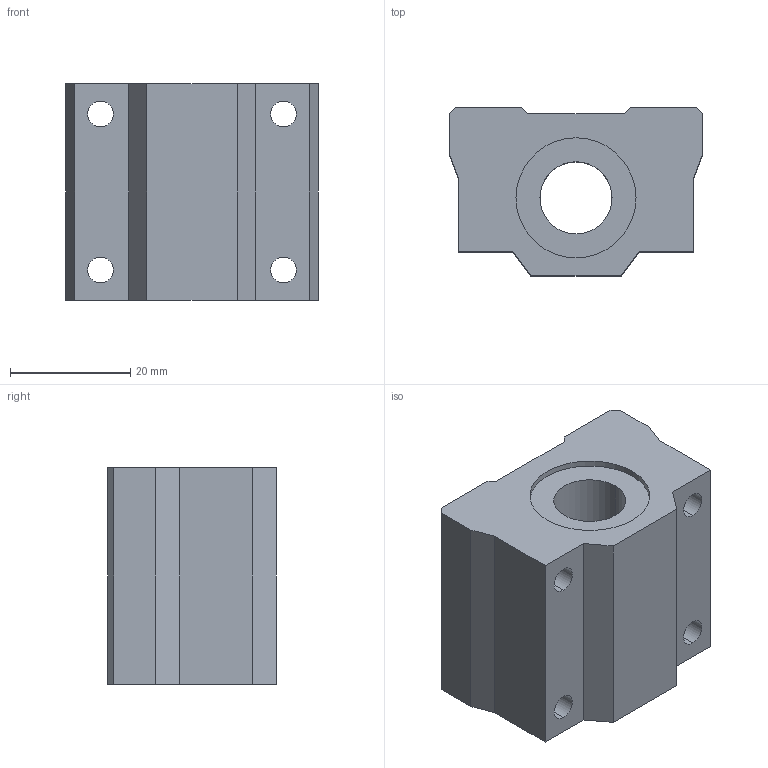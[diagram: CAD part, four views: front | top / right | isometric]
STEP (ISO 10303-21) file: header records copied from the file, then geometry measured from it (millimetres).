
FILE_DESCRIPTION (( 'STEP AP214' ), '1' );
FILE_NAME ('LinearBearing_SCS12UU.STEP', '2017-11-24T10:58:15', ( 'Jim' ), ( '' ), 'SwSTEP 2.0', 'SolidWorks 2017', '' );
FILE_SCHEMA (( 'AUTOMOTIVE_DESIGN' ));
Length unit declared in the file: millimetre
Products named in the file (1): LinearBearing_SCS12UU
Bounding box: 42 x 28 x 36 mm (x, y, z)
Volume: 30456.4 mm3; surface area: 9900.1 mm2
Topology: 1 solids, 1 shells, 189 faces, 523 edges, 342 vertices
Faces by surface type: cylinder 140, plane 34, bspline 15
Entity records: 16228 total; most frequent: CARTESIAN_POINT 12122, ORIENTED_EDGE 1046, DIRECTION 669, EDGE_CURVE 523, VERTEX_POINT 342, AXIS2_PLACEMENT_3D 224, VECTOR 221, LINE 221
